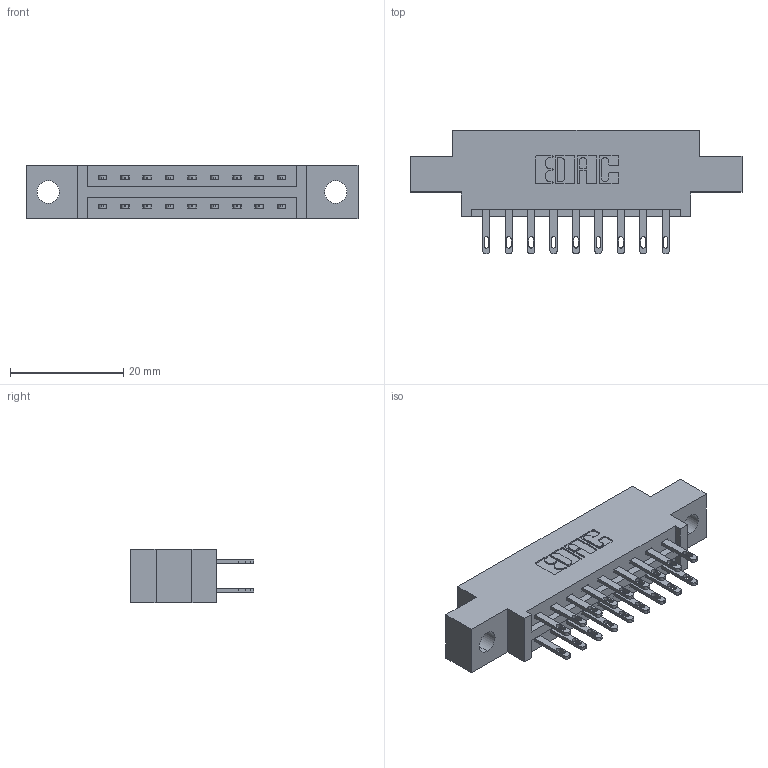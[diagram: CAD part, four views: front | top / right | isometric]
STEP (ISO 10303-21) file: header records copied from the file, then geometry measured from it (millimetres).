
FILE_DESCRIPTION (( 'STEP AP203' ), '1' );
FILE_NAME ('887-018-500-804.STEP', '2020-09-20T17:49:12', ( '' ), ( '' ), 'SwSTEP 2.0', 'SolidWorks 2020', '' );
FILE_SCHEMA (( 'CONFIG_CONTROL_DESIGN' ));
Length unit declared in the file: inch
Products named in the file (3): 345-292-001_345-293-100; 837 Part_0.170 Offset - 0.156 Dia-TH; 887-018-500-804
Assembly tree (19 placements, depth 2):
  887-018-500-804
    837 Part_0.170 Offset - 0.156 Dia-TH
    345-292-001_345-293-100  x18
Bounding box: 58.67 x 21.85 x 9.4 mm (x, y, z)
Volume: 5593.9 mm3; surface area: 6108.3 mm2
Topology: 19 solids, 19 shells, 1018 faces, 3077 edges, 2050 vertices
Faces by surface type: plane 650, cylinder 368
Entity records: 11311 total; most frequent: CARTESIAN_POINT 1934, ORIENTED_EDGE 1870, DIRECTION 1707, EDGE_CURVE 935, LINE 803, VECTOR 803, VERTEX_POINT 622, AXIS2_PLACEMENT_3D 452
